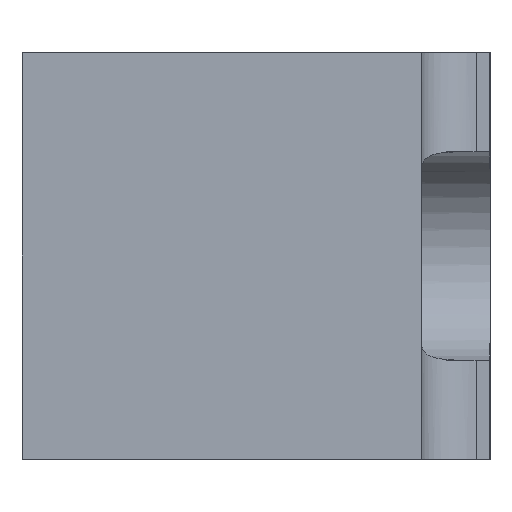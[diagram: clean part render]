
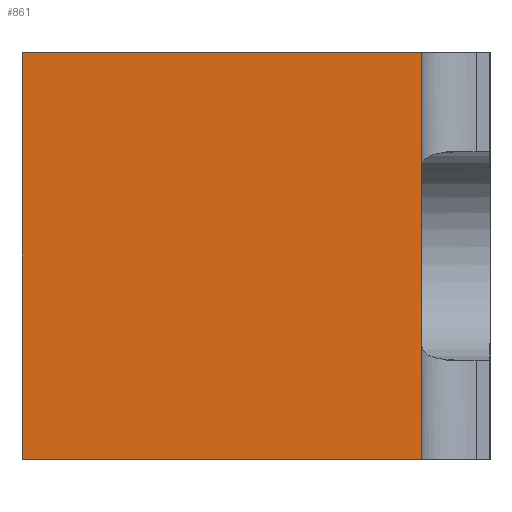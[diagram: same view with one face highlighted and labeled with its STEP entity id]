
A CAD part, left-side view. The second image highlights one B-rep face of the part: STEP entity #861.
In plain terms, the highlighted planar face has unit normal (-1, 0, 0).
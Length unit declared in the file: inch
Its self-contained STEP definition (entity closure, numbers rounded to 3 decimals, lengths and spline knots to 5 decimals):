
#73=PLANE('',#959);
#121=FACE_OUTER_BOUND('',#177,.T.);
#177=EDGE_LOOP('',(#763,#764,#765,#766));
#243=LINE('',#1541,#318);
#251=LINE('',#1569,#326);
#257=LINE('',#1585,#332);
#258=LINE('',#1586,#333);
#318=VECTOR('',#1143,0.3937);
#326=VECTOR('',#1175,0.3937);
#332=VECTOR('',#1189,0.3937);
#333=VECTOR('',#1190,0.3937);
#435=VERTEX_POINT('',#1538);
#436=VERTEX_POINT('',#1540);
#444=VERTEX_POINT('',#1568);
#450=VERTEX_POINT('',#1584);
#540=EDGE_CURVE('',#435,#436,#243,.T.);
#553=EDGE_CURVE('',#436,#444,#251,.T.);
#561=EDGE_CURVE('',#450,#435,#257,.T.);
#562=EDGE_CURVE('',#444,#450,#258,.T.);
#763=ORIENTED_EDGE('',*,*,#540,.F.);
#764=ORIENTED_EDGE('',*,*,#561,.F.);
#765=ORIENTED_EDGE('',*,*,#562,.F.);
#766=ORIENTED_EDGE('',*,*,#553,.F.);
#861=ADVANCED_FACE('',(#121),#73,.T.);
#959=AXIS2_PLACEMENT_3D('',#1583,#1187,#1188);
#1143=DIRECTION('',(0.,0.,-1.));
#1175=DIRECTION('',(0.,1.,0.));
#1187=DIRECTION('center_axis',(-1.,0.,0.));
#1188=DIRECTION('ref_axis',(0.,-1.,0.));
#1189=DIRECTION('',(0.,-1.,0.));
#1190=DIRECTION('',(0.,0.,1.));
#1538=CARTESIAN_POINT('',(-3.435,-0.59307,0.73));
#1540=CARTESIAN_POINT('',(-3.435,-0.59307,-0.73));
#1541=CARTESIAN_POINT('',(-3.435,-0.59307,0.));
#1568=CARTESIAN_POINT('',(-3.435,0.84,-0.73));
#1569=CARTESIAN_POINT('',(-3.435,-0.84,-0.73));
#1583=CARTESIAN_POINT('Origin',(-3.435,0.84,0.));
#1584=CARTESIAN_POINT('',(-3.435,0.84,0.73));
#1585=CARTESIAN_POINT('',(-3.435,-0.84,0.73));
#1586=CARTESIAN_POINT('',(-3.435,0.84,0.));
